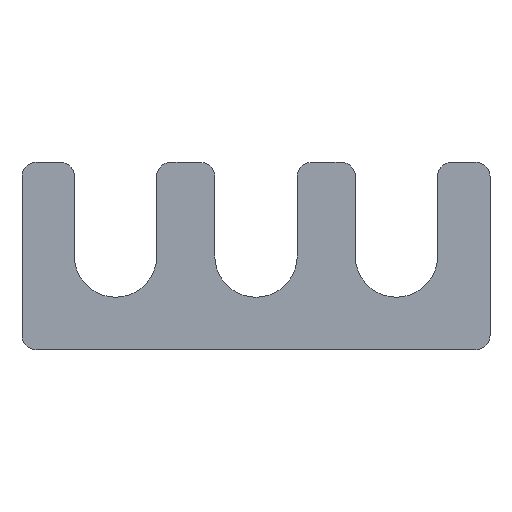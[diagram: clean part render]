
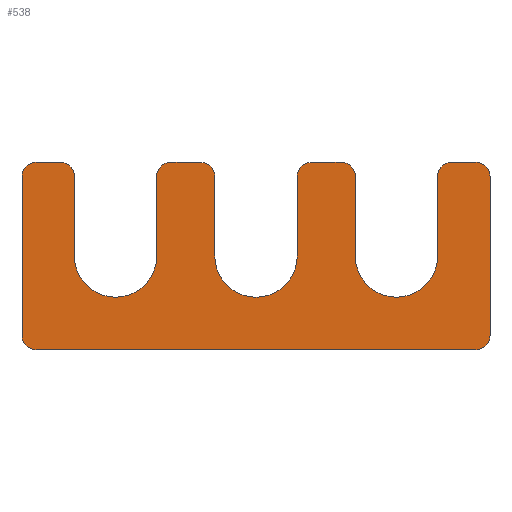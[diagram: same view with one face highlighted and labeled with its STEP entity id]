
A CAD part, top view. The second image highlights one B-rep face of the part: STEP entity #538.
In plain terms, the highlighted planar face has unit normal (0, 0, 1).
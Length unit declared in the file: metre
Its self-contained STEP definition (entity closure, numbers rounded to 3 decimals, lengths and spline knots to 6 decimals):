
#13=CIRCLE('',#556,0.0015);
#15=CIRCLE('',#560,0.0015);
#17=CIRCLE('',#564,0.0044);
#19=CIRCLE('',#568,0.0015);
#21=CIRCLE('',#572,0.0015);
#23=CIRCLE('',#576,0.0044);
#25=CIRCLE('',#580,0.0015);
#27=CIRCLE('',#584,0.0015);
#29=CIRCLE('',#588,0.0044);
#31=CIRCLE('',#592,0.0015);
#33=CIRCLE('',#596,0.0015);
#35=CIRCLE('',#600,0.0015);
#37=CIRCLE('',#604,0.0015);
#155=ORIENTED_EDGE('',*,*,#209,.T.);
#156=ORIENTED_EDGE('',*,*,#213,.T.);
#157=ORIENTED_EDGE('',*,*,#216,.T.);
#158=ORIENTED_EDGE('',*,*,#219,.T.);
#159=ORIENTED_EDGE('',*,*,#222,.F.);
#160=ORIENTED_EDGE('',*,*,#225,.T.);
#161=ORIENTED_EDGE('',*,*,#228,.T.);
#162=ORIENTED_EDGE('',*,*,#231,.T.);
#163=ORIENTED_EDGE('',*,*,#234,.T.);
#164=ORIENTED_EDGE('',*,*,#237,.T.);
#165=ORIENTED_EDGE('',*,*,#240,.F.);
#166=ORIENTED_EDGE('',*,*,#243,.F.);
#167=ORIENTED_EDGE('',*,*,#246,.T.);
#168=ORIENTED_EDGE('',*,*,#249,.T.);
#169=ORIENTED_EDGE('',*,*,#252,.T.);
#170=ORIENTED_EDGE('',*,*,#255,.T.);
#171=ORIENTED_EDGE('',*,*,#258,.F.);
#172=ORIENTED_EDGE('',*,*,#261,.F.);
#173=ORIENTED_EDGE('',*,*,#264,.T.);
#174=ORIENTED_EDGE('',*,*,#267,.T.);
#175=ORIENTED_EDGE('',*,*,#270,.T.);
#176=ORIENTED_EDGE('',*,*,#273,.T.);
#177=ORIENTED_EDGE('',*,*,#276,.F.);
#178=ORIENTED_EDGE('',*,*,#279,.T.);
#179=ORIENTED_EDGE('',*,*,#282,.F.);
#180=ORIENTED_EDGE('',*,*,#284,.T.);
#209=EDGE_CURVE('',#288,#287,#339,.T.);
#213=EDGE_CURVE('',#287,#290,#13,.T.);
#216=EDGE_CURVE('',#290,#292,#344,.T.);
#219=EDGE_CURVE('',#292,#294,#15,.T.);
#222=EDGE_CURVE('',#296,#294,#348,.T.);
#225=EDGE_CURVE('',#296,#298,#17,.T.);
#228=EDGE_CURVE('',#298,#300,#352,.T.);
#231=EDGE_CURVE('',#300,#302,#19,.T.);
#234=EDGE_CURVE('',#302,#304,#356,.T.);
#237=EDGE_CURVE('',#304,#306,#21,.T.);
#240=EDGE_CURVE('',#308,#306,#360,.T.);
#243=EDGE_CURVE('',#310,#308,#23,.T.);
#246=EDGE_CURVE('',#310,#312,#364,.T.);
#249=EDGE_CURVE('',#312,#314,#25,.T.);
#252=EDGE_CURVE('',#314,#316,#368,.T.);
#255=EDGE_CURVE('',#316,#318,#27,.T.);
#258=EDGE_CURVE('',#320,#318,#372,.T.);
#261=EDGE_CURVE('',#322,#320,#29,.T.);
#264=EDGE_CURVE('',#322,#324,#376,.T.);
#267=EDGE_CURVE('',#324,#326,#31,.T.);
#270=EDGE_CURVE('',#326,#328,#380,.T.);
#273=EDGE_CURVE('',#328,#330,#33,.T.);
#276=EDGE_CURVE('',#332,#330,#384,.T.);
#279=EDGE_CURVE('',#332,#334,#35,.T.);
#282=EDGE_CURVE('',#336,#334,#388,.T.);
#284=EDGE_CURVE('',#336,#288,#37,.T.);
#287=VERTEX_POINT('',#775);
#288=VERTEX_POINT('',#777);
#290=VERTEX_POINT('',#783);
#292=VERTEX_POINT('',#789);
#294=VERTEX_POINT('',#795);
#296=VERTEX_POINT('',#801);
#298=VERTEX_POINT('',#807);
#300=VERTEX_POINT('',#813);
#302=VERTEX_POINT('',#819);
#304=VERTEX_POINT('',#825);
#306=VERTEX_POINT('',#831);
#308=VERTEX_POINT('',#837);
#310=VERTEX_POINT('',#843);
#312=VERTEX_POINT('',#849);
#314=VERTEX_POINT('',#855);
#316=VERTEX_POINT('',#861);
#318=VERTEX_POINT('',#867);
#320=VERTEX_POINT('',#873);
#322=VERTEX_POINT('',#879);
#324=VERTEX_POINT('',#885);
#326=VERTEX_POINT('',#891);
#328=VERTEX_POINT('',#897);
#330=VERTEX_POINT('',#903);
#332=VERTEX_POINT('',#909);
#334=VERTEX_POINT('',#915);
#336=VERTEX_POINT('',#921);
#339=LINE('',#776,#391);
#344=LINE('',#790,#396);
#348=LINE('',#802,#400);
#352=LINE('',#814,#404);
#356=LINE('',#826,#408);
#360=LINE('',#838,#412);
#364=LINE('',#850,#416);
#368=LINE('',#862,#420);
#372=LINE('',#874,#424);
#376=LINE('',#886,#428);
#380=LINE('',#898,#432);
#384=LINE('',#910,#436);
#388=LINE('',#922,#440);
#391=VECTOR('',#613,1.);
#396=VECTOR('',#626,1.);
#400=VECTOR('',#638,1.);
#404=VECTOR('',#650,1.);
#408=VECTOR('',#662,1.);
#412=VECTOR('',#674,1.);
#416=VECTOR('',#686,1.);
#420=VECTOR('',#698,1.);
#424=VECTOR('',#710,1.);
#428=VECTOR('',#722,1.);
#432=VECTOR('',#734,1.);
#436=VECTOR('',#746,1.);
#440=VECTOR('',#758,1.);
#467=EDGE_LOOP('',(#155,#156,#157,#158,#159,#160,#161,#162,#163,#164,#165,
#166,#167,#168,#169,#170,#171,#172,#173,#174,#175,#176,#177,#178,#179,#180));
#495=FACE_BOUND('',#467,.T.);
#510=PLANE('',#605);
#538=ADVANCED_FACE('',(#495),#510,.T.);
#556=AXIS2_PLACEMENT_3D('',#784,#620,#621);
#560=AXIS2_PLACEMENT_3D('',#796,#632,#633);
#564=AXIS2_PLACEMENT_3D('',#808,#644,#645);
#568=AXIS2_PLACEMENT_3D('',#820,#656,#657);
#572=AXIS2_PLACEMENT_3D('',#832,#668,#669);
#576=AXIS2_PLACEMENT_3D('',#844,#680,#681);
#580=AXIS2_PLACEMENT_3D('',#856,#692,#693);
#584=AXIS2_PLACEMENT_3D('',#868,#704,#705);
#588=AXIS2_PLACEMENT_3D('',#880,#716,#717);
#592=AXIS2_PLACEMENT_3D('',#892,#728,#729);
#596=AXIS2_PLACEMENT_3D('',#904,#740,#741);
#600=AXIS2_PLACEMENT_3D('',#916,#752,#753);
#604=AXIS2_PLACEMENT_3D('',#925,#763,#764);
#605=AXIS2_PLACEMENT_3D('',#926,#765,#766);
#613=DIRECTION('',(0.,1.,0.));
#620=DIRECTION('',(0.,0.,1.));
#621=DIRECTION('',(1.,0.,0.));
#626=DIRECTION('',(-1.,0.,0.));
#632=DIRECTION('',(0.,0.,1.));
#633=DIRECTION('',(1.,0.,0.));
#638=DIRECTION('',(0.,1.,0.));
#644=DIRECTION('',(0.,0.,-1.));
#645=DIRECTION('',(1.,0.,0.));
#650=DIRECTION('',(0.,1.,0.));
#656=DIRECTION('',(0.,0.,1.));
#657=DIRECTION('',(1.,0.,0.));
#662=DIRECTION('',(-1.,0.,0.));
#668=DIRECTION('',(0.,0.,1.));
#669=DIRECTION('',(1.,0.,0.));
#674=DIRECTION('',(0.,1.,0.));
#680=DIRECTION('',(0.,0.,1.));
#681=DIRECTION('',(1.,0.,0.));
#686=DIRECTION('',(0.,1.,0.));
#692=DIRECTION('',(0.,0.,1.));
#693=DIRECTION('',(1.,0.,0.));
#698=DIRECTION('',(-1.,0.,0.));
#704=DIRECTION('',(0.,0.,1.));
#705=DIRECTION('',(1.,0.,0.));
#710=DIRECTION('',(0.,1.,0.));
#716=DIRECTION('',(0.,0.,1.));
#717=DIRECTION('',(1.,0.,0.));
#722=DIRECTION('',(0.,1.,0.));
#728=DIRECTION('',(0.,0.,1.));
#729=DIRECTION('',(1.,0.,0.));
#734=DIRECTION('',(-1.,0.,0.));
#740=DIRECTION('',(0.,0.,1.));
#741=DIRECTION('',(1.,0.,0.));
#746=DIRECTION('',(0.,1.,0.));
#752=DIRECTION('',(0.,0.,1.));
#753=DIRECTION('',(1.,0.,0.));
#758=DIRECTION('',(-1.,0.,0.));
#763=DIRECTION('',(0.,0.,1.));
#764=DIRECTION('',(1.,0.,0.));
#765=DIRECTION('',(0.,0.,1.));
#766=DIRECTION('',(1.,0.,0.));
#775=CARTESIAN_POINT('',(0.025,0.0085,0.0005));
#776=CARTESIAN_POINT('',(0.025,0.,0.0005));
#777=CARTESIAN_POINT('',(0.025,-0.0085,0.0005));
#783=CARTESIAN_POINT('',(0.0235,0.01,0.0005));
#784=CARTESIAN_POINT('',(0.0235,0.0085,0.0005));
#789=CARTESIAN_POINT('',(0.0209,0.01,0.0005));
#790=CARTESIAN_POINT('',(0.0222,0.01,0.0005));
#795=CARTESIAN_POINT('',(0.0194,0.0085,0.0005));
#796=CARTESIAN_POINT('',(0.0209,0.0085,0.0005));
#801=CARTESIAN_POINT('',(0.0194,0.,0.0005));
#802=CARTESIAN_POINT('',(0.0194,0.00425,0.0005));
#807=CARTESIAN_POINT('',(0.0106,0.,0.0005));
#808=CARTESIAN_POINT('',(0.015,0.,0.0005));
#813=CARTESIAN_POINT('',(0.0106,0.0085,0.0005));
#814=CARTESIAN_POINT('',(0.0106,0.00425,0.0005));
#819=CARTESIAN_POINT('',(0.0091,0.01,0.0005));
#820=CARTESIAN_POINT('',(0.0091,0.0085,0.0005));
#825=CARTESIAN_POINT('',(0.0059,0.01,0.0005));
#826=CARTESIAN_POINT('',(0.0075,0.01,0.0005));
#831=CARTESIAN_POINT('',(0.0044,0.0085,0.0005));
#832=CARTESIAN_POINT('',(0.0059,0.0085,0.0005));
#837=CARTESIAN_POINT('',(0.0044,0.,0.0005));
#838=CARTESIAN_POINT('',(0.0044,0.00425,0.0005));
#843=CARTESIAN_POINT('',(-0.0044,0.,0.0005));
#844=CARTESIAN_POINT('',(0.,0.,0.0005));
#849=CARTESIAN_POINT('',(-0.0044,0.0085,0.0005));
#850=CARTESIAN_POINT('',(-0.0044,0.00425,0.0005));
#855=CARTESIAN_POINT('',(-0.0059,0.01,0.0005));
#856=CARTESIAN_POINT('',(-0.0059,0.0085,0.0005));
#861=CARTESIAN_POINT('',(-0.0091,0.01,0.0005));
#862=CARTESIAN_POINT('',(-0.0075,0.01,0.0005));
#867=CARTESIAN_POINT('',(-0.0106,0.0085,0.0005));
#868=CARTESIAN_POINT('',(-0.0091,0.0085,0.0005));
#873=CARTESIAN_POINT('',(-0.0106,0.,0.0005));
#874=CARTESIAN_POINT('',(-0.0106,0.00425,0.0005));
#879=CARTESIAN_POINT('',(-0.0194,0.,0.0005));
#880=CARTESIAN_POINT('',(-0.015,0.,0.0005));
#885=CARTESIAN_POINT('',(-0.0194,0.0085,0.0005));
#886=CARTESIAN_POINT('',(-0.0194,0.00425,0.0005));
#891=CARTESIAN_POINT('',(-0.0209,0.01,0.0005));
#892=CARTESIAN_POINT('',(-0.0209,0.0085,0.0005));
#897=CARTESIAN_POINT('',(-0.0235,0.01,0.0005));
#898=CARTESIAN_POINT('',(-0.0222,0.01,0.0005));
#903=CARTESIAN_POINT('',(-0.025,0.0085,0.0005));
#904=CARTESIAN_POINT('',(-0.0235,0.0085,0.0005));
#909=CARTESIAN_POINT('',(-0.025,-0.0085,0.0005));
#910=CARTESIAN_POINT('',(-0.025,0.,0.0005));
#915=CARTESIAN_POINT('',(-0.0235,-0.01,0.0005));
#916=CARTESIAN_POINT('',(-0.0235,-0.0085,0.0005));
#921=CARTESIAN_POINT('',(0.0235,-0.01,0.0005));
#922=CARTESIAN_POINT('',(0.,-0.01,0.0005));
#925=CARTESIAN_POINT('',(0.0235,-0.0085,0.0005));
#926=CARTESIAN_POINT('',(0.,0.,0.0005));
